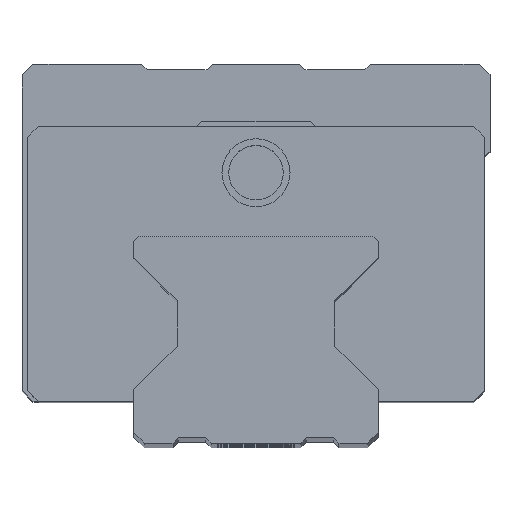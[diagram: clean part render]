
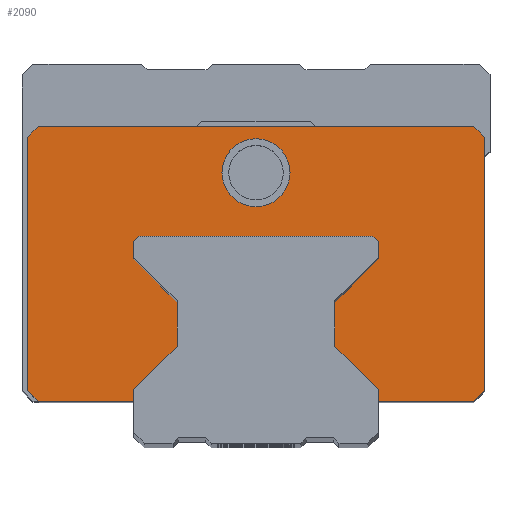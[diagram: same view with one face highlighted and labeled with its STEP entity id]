
A CAD part, top view. The second image highlights one B-rep face of the part: STEP entity #2090.
In plain terms, the highlighted planar face has unit normal (0, 0, 1).
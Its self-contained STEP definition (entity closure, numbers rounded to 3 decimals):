
#305=DIRECTION('',(1.,0.,0.));
#306=VECTOR('',#305,80.);
#307=CARTESIAN_POINT('',(-40.,58.5,76.6));
#308=LINE('',#307,#306);
#309=DIRECTION('',(0.707,-0.707,0.));
#310=VECTOR('',#309,2.828);
#311=CARTESIAN_POINT('',(40.,58.5,76.6));
#312=LINE('',#311,#310);
#313=DIRECTION('',(0.,-1.,0.));
#314=VECTOR('',#313,46.5);
#315=CARTESIAN_POINT('',(42.,56.5,76.6));
#316=LINE('',#315,#314);
#317=DIRECTION('',(-0.707,-0.707,0.));
#318=VECTOR('',#317,2.828);
#319=CARTESIAN_POINT('',(42.,10.,76.6));
#320=LINE('',#319,#318);
#321=DIRECTION('',(-1.,0.,0.));
#322=VECTOR('',#321,17.5);
#323=CARTESIAN_POINT('',(40.,8.,76.6));
#324=LINE('',#323,#322);
#325=DIRECTION('',(0.,1.,0.));
#326=VECTOR('',#325,1.796);
#327=CARTESIAN_POINT('',(22.5,8.,76.6));
#328=LINE('',#327,#326);
#329=DIRECTION('',(-0.707,0.707,0.));
#330=VECTOR('',#329,11.314);
#331=CARTESIAN_POINT('',(22.5,9.796,76.6));
#332=LINE('',#331,#330);
#333=DIRECTION('',(0.,1.,0.));
#334=VECTOR('',#333,8.407);
#335=CARTESIAN_POINT('',(14.5,17.796,76.6));
#336=LINE('',#335,#334);
#337=DIRECTION('',(0.707,0.707,0.));
#338=VECTOR('',#337,11.314);
#339=CARTESIAN_POINT('',(14.5,26.204,76.6));
#340=LINE('',#339,#338);
#341=DIRECTION('',(0.,1.,0.));
#342=VECTOR('',#341,2.796);
#343=CARTESIAN_POINT('',(22.5,34.204,76.6));
#344=LINE('',#343,#342);
#345=DIRECTION('',(-0.707,0.707,0.));
#346=VECTOR('',#345,1.414);
#347=CARTESIAN_POINT('',(22.5,37.,76.6));
#348=LINE('',#347,#346);
#349=DIRECTION('',(-1.,0.,0.));
#350=VECTOR('',#349,43.);
#351=CARTESIAN_POINT('',(21.5,38.,76.6));
#352=LINE('',#351,#350);
#353=DIRECTION('',(-0.707,-0.707,0.));
#354=VECTOR('',#353,1.414);
#355=CARTESIAN_POINT('',(-21.5,38.,76.6));
#356=LINE('',#355,#354);
#357=DIRECTION('',(0.,-1.,0.));
#358=VECTOR('',#357,2.796);
#359=CARTESIAN_POINT('',(-22.5,37.,76.6));
#360=LINE('',#359,#358);
#361=DIRECTION('',(0.707,-0.707,0.));
#362=VECTOR('',#361,11.314);
#363=CARTESIAN_POINT('',(-22.5,34.204,76.6));
#364=LINE('',#363,#362);
#365=DIRECTION('',(0.,-1.,0.));
#366=VECTOR('',#365,8.407);
#367=CARTESIAN_POINT('',(-14.5,26.204,76.6));
#368=LINE('',#367,#366);
#369=DIRECTION('',(-0.707,-0.707,0.));
#370=VECTOR('',#369,11.314);
#371=CARTESIAN_POINT('',(-14.5,17.796,76.6));
#372=LINE('',#371,#370);
#373=DIRECTION('',(0.,-1.,0.));
#374=VECTOR('',#373,1.796);
#375=CARTESIAN_POINT('',(-22.5,9.796,76.6));
#376=LINE('',#375,#374);
#377=DIRECTION('',(-1.,0.,0.));
#378=VECTOR('',#377,17.5);
#379=CARTESIAN_POINT('',(-22.5,8.,76.6));
#380=LINE('',#379,#378);
#381=DIRECTION('',(-0.707,0.707,0.));
#382=VECTOR('',#381,2.828);
#383=CARTESIAN_POINT('',(-40.,8.,76.6));
#384=LINE('',#383,#382);
#385=DIRECTION('',(0.,1.,0.));
#386=VECTOR('',#385,46.5);
#387=CARTESIAN_POINT('',(-42.,10.,76.6));
#388=LINE('',#387,#386);
#389=DIRECTION('',(0.707,0.707,0.));
#390=VECTOR('',#389,2.828);
#391=CARTESIAN_POINT('',(-42.,56.5,76.6));
#392=LINE('',#391,#390);
#393=CARTESIAN_POINT('',(0.,50.,76.6));
#394=DIRECTION('',(0.,0.,1.));
#395=DIRECTION('',(1.,0.,0.));
#396=AXIS2_PLACEMENT_3D('',#393,#394,#395);
#398=CARTESIAN_POINT('',(0.,50.,76.6));
#399=DIRECTION('',(0.,0.,1.));
#400=DIRECTION('',(-1.,0.,0.));
#401=AXIS2_PLACEMENT_3D('',#398,#399,#400);
#1305=CARTESIAN_POINT('',(42.,10.,76.6));
#1307=VERTEX_POINT('',#1305);
#1309=CARTESIAN_POINT('',(42.,56.5,76.6));
#1310=VERTEX_POINT('',#1309);
#1317=CARTESIAN_POINT('',(40.,8.,76.6));
#1319=VERTEX_POINT('',#1317);
#1321=CARTESIAN_POINT('',(22.5,8.,76.6));
#1323=VERTEX_POINT('',#1321);
#1325=CARTESIAN_POINT('',(22.5,9.796,76.6));
#1327=VERTEX_POINT('',#1325);
#1329=CARTESIAN_POINT('',(14.5,17.796,76.6));
#1331=VERTEX_POINT('',#1329);
#1333=CARTESIAN_POINT('',(14.5,26.204,76.6));
#1335=VERTEX_POINT('',#1333);
#1337=CARTESIAN_POINT('',(22.5,34.204,76.6));
#1339=VERTEX_POINT('',#1337);
#1341=CARTESIAN_POINT('',(22.5,37.,76.6));
#1343=VERTEX_POINT('',#1341);
#1345=CARTESIAN_POINT('',(21.5,38.,76.6));
#1347=VERTEX_POINT('',#1345);
#1349=CARTESIAN_POINT('',(-21.5,38.,76.6));
#1351=VERTEX_POINT('',#1349);
#1353=CARTESIAN_POINT('',(-22.5,37.,76.6));
#1355=VERTEX_POINT('',#1353);
#1357=CARTESIAN_POINT('',(-22.5,34.204,76.6));
#1359=VERTEX_POINT('',#1357);
#1361=CARTESIAN_POINT('',(-14.5,26.204,76.6));
#1363=VERTEX_POINT('',#1361);
#1365=CARTESIAN_POINT('',(-14.5,17.796,76.6));
#1367=VERTEX_POINT('',#1365);
#1369=CARTESIAN_POINT('',(-22.5,9.796,76.6));
#1371=VERTEX_POINT('',#1369);
#1373=CARTESIAN_POINT('',(-22.5,8.,76.6));
#1375=VERTEX_POINT('',#1373);
#1381=CARTESIAN_POINT('',(-40.,8.,76.6));
#1382=VERTEX_POINT('',#1381);
#1431=CARTESIAN_POINT('',(40.,58.5,76.6));
#1432=VERTEX_POINT('',#1431);
#1433=CARTESIAN_POINT('',(-40.,58.5,76.6));
#1434=VERTEX_POINT('',#1433);
#1445=CARTESIAN_POINT('',(-42.,10.,76.6));
#1446=VERTEX_POINT('',#1445);
#1447=CARTESIAN_POINT('',(-42.,56.5,76.6));
#1448=VERTEX_POINT('',#1447);
#1449=CARTESIAN_POINT('',(6.25,50.,76.6));
#1450=CARTESIAN_POINT('',(-6.25,50.,76.6));
#1451=VERTEX_POINT('',#1449);
#1452=VERTEX_POINT('',#1450);
#2051=CARTESIAN_POINT('',(0.,0.,76.6));
#2052=DIRECTION('',(0.,0.,1.));
#2053=DIRECTION('',(1.,0.,0.));
#2054=AXIS2_PLACEMENT_3D('',#2051,#2052,#2053);
#2055=PLANE('',#2054);
#2057=ORIENTED_EDGE('',*,*,#2056,.T.);
#2058=ORIENTED_EDGE('',*,*,#2044,.T.);
#2059=ORIENTED_EDGE('',*,*,#1704,.T.);
#2060=ORIENTED_EDGE('',*,*,#1739,.T.);
#2061=ORIENTED_EDGE('',*,*,#1754,.T.);
#2062=ORIENTED_EDGE('',*,*,#1769,.T.);
#2063=ORIENTED_EDGE('',*,*,#1784,.T.);
#2064=ORIENTED_EDGE('',*,*,#1799,.T.);
#2065=ORIENTED_EDGE('',*,*,#1814,.T.);
#2066=ORIENTED_EDGE('',*,*,#1829,.T.);
#2067=ORIENTED_EDGE('',*,*,#1844,.T.);
#2068=ORIENTED_EDGE('',*,*,#1859,.T.);
#2069=ORIENTED_EDGE('',*,*,#1874,.T.);
#2070=ORIENTED_EDGE('',*,*,#1889,.T.);
#2071=ORIENTED_EDGE('',*,*,#1904,.T.);
#2072=ORIENTED_EDGE('',*,*,#1919,.T.);
#2073=ORIENTED_EDGE('',*,*,#1934,.T.);
#2074=ORIENTED_EDGE('',*,*,#1949,.T.);
#2075=ORIENTED_EDGE('',*,*,#1966,.T.);
#2077=ORIENTED_EDGE('',*,*,#2076,.T.);
#2079=ORIENTED_EDGE('',*,*,#2078,.T.);
#2081=ORIENTED_EDGE('',*,*,#2080,.T.);
#2082=EDGE_LOOP('',(#2057,#2058,#2059,#2060,#2061,#2062,#2063,#2064,#2065,#2066,
#2067,#2068,#2069,#2070,#2071,#2072,#2073,#2074,#2075,#2077,#2079,#2081));
#2083=FACE_OUTER_BOUND('',#2082,.F.);
#2085=ORIENTED_EDGE('',*,*,#2084,.T.);
#2087=ORIENTED_EDGE('',*,*,#2086,.T.);
#2088=EDGE_LOOP('',(#2085,#2087));
#2089=FACE_BOUND('',#2088,.F.);
#2090=ADVANCED_FACE('',(#2083,#2089),#2055,.T.);
#397=CIRCLE('',#396,6.25);
#402=CIRCLE('',#401,6.25);
#1704=EDGE_CURVE('',#1310,#1307,#316,.T.);
#1739=EDGE_CURVE('',#1307,#1319,#320,.T.);
#1754=EDGE_CURVE('',#1319,#1323,#324,.T.);
#1769=EDGE_CURVE('',#1323,#1327,#328,.T.);
#1784=EDGE_CURVE('',#1327,#1331,#332,.T.);
#1799=EDGE_CURVE('',#1331,#1335,#336,.T.);
#1814=EDGE_CURVE('',#1335,#1339,#340,.T.);
#1829=EDGE_CURVE('',#1339,#1343,#344,.T.);
#1844=EDGE_CURVE('',#1343,#1347,#348,.T.);
#1859=EDGE_CURVE('',#1347,#1351,#352,.T.);
#1874=EDGE_CURVE('',#1351,#1355,#356,.T.);
#1889=EDGE_CURVE('',#1355,#1359,#360,.T.);
#1904=EDGE_CURVE('',#1359,#1363,#364,.T.);
#1919=EDGE_CURVE('',#1363,#1367,#368,.T.);
#1934=EDGE_CURVE('',#1367,#1371,#372,.T.);
#1949=EDGE_CURVE('',#1371,#1375,#376,.T.);
#1966=EDGE_CURVE('',#1375,#1382,#380,.T.);
#2044=EDGE_CURVE('',#1432,#1310,#312,.T.);
#2056=EDGE_CURVE('',#1434,#1432,#308,.T.);
#2076=EDGE_CURVE('',#1382,#1446,#384,.T.);
#2078=EDGE_CURVE('',#1446,#1448,#388,.T.);
#2080=EDGE_CURVE('',#1448,#1434,#392,.T.);
#2084=EDGE_CURVE('',#1451,#1452,#397,.T.);
#2086=EDGE_CURVE('',#1452,#1451,#402,.T.);
